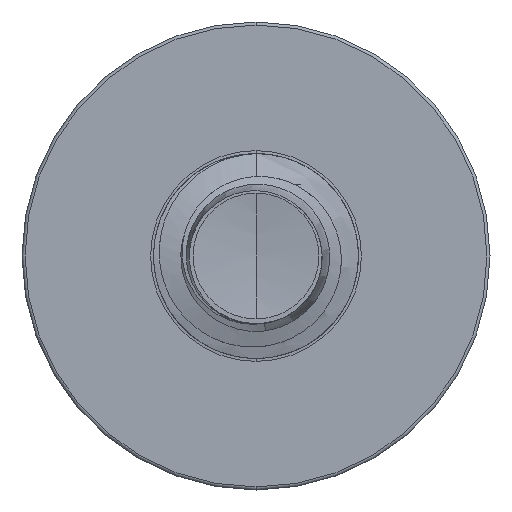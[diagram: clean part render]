
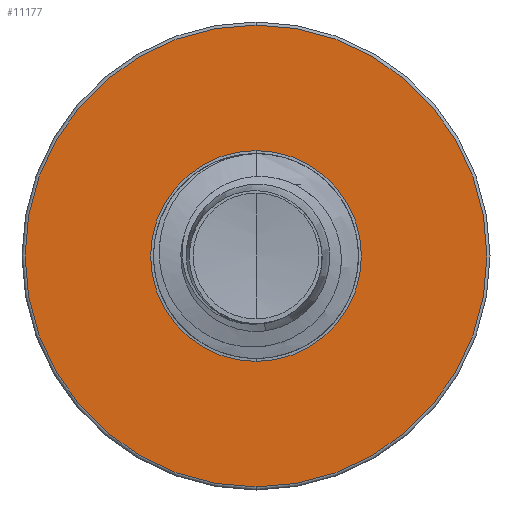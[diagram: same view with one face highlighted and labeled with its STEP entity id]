
A CAD part, front view. The second image highlights one B-rep face of the part: STEP entity #11177.
In plain terms, the highlighted planar face has unit normal (0, -1, 0).
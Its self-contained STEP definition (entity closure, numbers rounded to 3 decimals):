
#15 = VERTEX_POINT ( 'NONE', #14360 ) ;
#76 = CARTESIAN_POINT ( 'NONE',  ( 0., 5., 0. ) ) ;
#1511 = EDGE_CURVE ( 'NONE', #12644, #14076, #9591, .T. ) ;
#1514 = DIRECTION ( 'NONE',  ( 0., 0., 1. ) ) ;
#1538 = EDGE_CURVE ( 'NONE', #14076, #12644, #9131, .T. ) ;
#1607 = EDGE_CURVE ( 'NONE', #15, #4100, #4650, .T. ) ;
#1884 = DIRECTION ( 'NONE',  ( 0., 0., 1. ) ) ;
#3224 = CIRCLE ( 'NONE', #15599, 1.579 ) ;
#4055 = CARTESIAN_POINT ( 'NONE',  ( 0., 5., 0. ) ) ;
#4100 = VERTEX_POINT ( 'NONE', #19430 ) ;
#4632 = FACE_BOUND ( 'NONE', #15842, .T. ) ;
#4650 = CIRCLE ( 'NONE', #12700, 1.579 ) ;
#5007 = CARTESIAN_POINT ( 'NONE',  ( 0., 5., -0.721 ) ) ;
#5436 = CARTESIAN_POINT ( 'NONE',  ( 0., 5., 0. ) ) ;
#5569 = CARTESIAN_POINT ( 'NONE',  ( 0., 5., 0. ) ) ;
#5726 = FACE_OUTER_BOUND ( 'NONE', #11827, .T. ) ;
#5842 = DIRECTION ( 'NONE',  ( 0., 0., 1. ) ) ;
#7132 = DIRECTION ( 'NONE',  ( 0., 0., 1. ) ) ;
#7263 = DIRECTION ( 'NONE',  ( 0., 0., 1. ) ) ;
#9115 = ORIENTED_EDGE ( 'NONE', *, *, #1607, .F. ) ;
#9131 = CIRCLE ( 'NONE', #11686, 0.721 ) ;
#9142 = CARTESIAN_POINT ( 'NONE',  ( 0., 5., 0.721 ) ) ;
#9591 = CIRCLE ( 'NONE', #9674, 0.721 ) ;
#9674 = AXIS2_PLACEMENT_3D ( 'NONE', #76, #11769, #1884 ) ;
#10325 = AXIS2_PLACEMENT_3D ( 'NONE', #5007, #11465, #1514 ) ;
#11177 = ADVANCED_FACE ( 'NONE', ( #5726, #4632 ), #17362, .F. ) ;
#11465 = DIRECTION ( 'NONE',  ( 0., 1., 0. ) ) ;
#11686 = AXIS2_PLACEMENT_3D ( 'NONE', #5436, #16224, #7132 ) ;
#11769 = DIRECTION ( 'NONE',  ( 0., 1., 0. ) ) ;
#11827 = EDGE_LOOP ( 'NONE', ( #20174, #9115 ) ) ;
#12644 = VERTEX_POINT ( 'NONE', #9142 ) ;
#12700 = AXIS2_PLACEMENT_3D ( 'NONE', #5569, #16338, #7263 ) ;
#13564 = CARTESIAN_POINT ( 'NONE',  ( 0., 5., -0.721 ) ) ;
#14076 = VERTEX_POINT ( 'NONE', #13564 ) ;
#14168 = EDGE_CURVE ( 'NONE', #4100, #15, #3224, .T. ) ;
#14360 = CARTESIAN_POINT ( 'NONE',  ( 0., 5., -1.579 ) ) ;
#14483 = ORIENTED_EDGE ( 'NONE', *, *, #1511, .T. ) ;
#15130 = DIRECTION ( 'NONE',  ( 0., 1., 0. ) ) ;
#15599 = AXIS2_PLACEMENT_3D ( 'NONE', #4055, #15130, #5842 ) ;
#15842 = EDGE_LOOP ( 'NONE', ( #14483, #20135 ) ) ;
#16224 = DIRECTION ( 'NONE',  ( 0., 1., 0. ) ) ;
#16338 = DIRECTION ( 'NONE',  ( 0., 1., 0. ) ) ;
#17362 = PLANE ( 'NONE',  #10325 ) ;
#19430 = CARTESIAN_POINT ( 'NONE',  ( 0., 5., 1.579 ) ) ;
#20135 = ORIENTED_EDGE ( 'NONE', *, *, #1538, .T. ) ;
#20174 = ORIENTED_EDGE ( 'NONE', *, *, #14168, .F. ) ;
